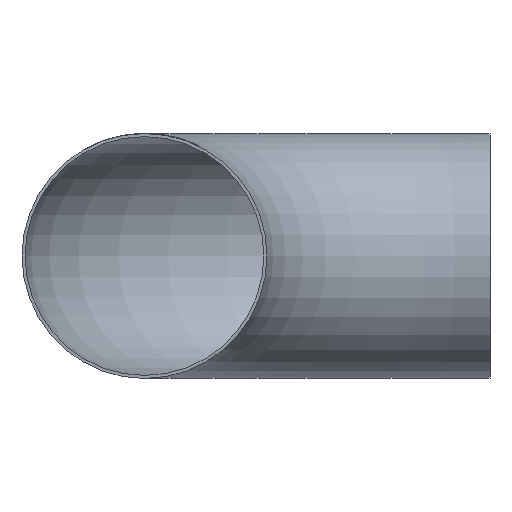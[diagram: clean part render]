
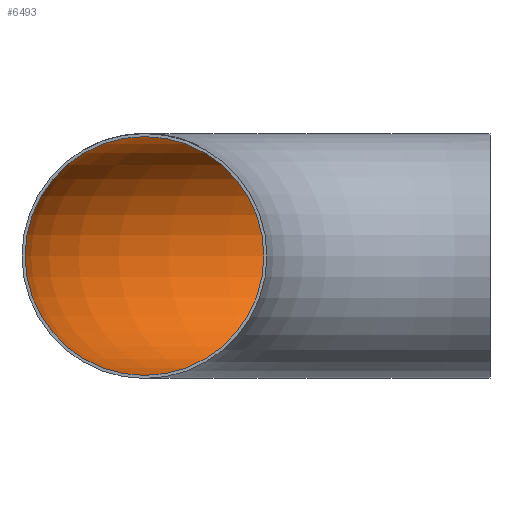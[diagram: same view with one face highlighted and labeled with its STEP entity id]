
A CAD part, front view. The second image highlights one B-rep face of the part: STEP entity #6493.
In plain terms, the highlighted toroidal (fillet/blend) face has major radius 457 mm and minor radius 157.95 mm.
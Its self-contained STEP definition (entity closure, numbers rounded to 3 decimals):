
#20 = AXIS2_PLACEMENT_3D ( 'NONE', #7920, #4357, #5080 ) ;
#146 = CARTESIAN_POINT ( 'NONE',  ( -457., 0., 157.95 ) ) ;
#530 = CARTESIAN_POINT ( 'NONE',  ( 0., 0., 0. ) ) ;
#1934 = EDGE_CURVE ( 'NONE', #4752, #4752, #3225, .T. ) ;
#2079 = TOROIDAL_SURFACE ( 'NONE', #5792, 457., 157.95 ) ;
#2142 = CIRCLE ( 'NONE', #5809, 157.95 ) ;
#3009 = CARTESIAN_POINT ( 'NONE',  ( 0., 614.95, 0. ) ) ;
#3225 = CIRCLE ( 'NONE', #20, 157.95 ) ;
#3282 = CARTESIAN_POINT ( 'NONE',  ( 0., 457., 0. ) ) ;
#3436 = DIRECTION ( 'NONE',  ( 0., 0., -1. ) ) ;
#3614 = ORIENTED_EDGE ( 'NONE', *, *, #1934, .F. ) ;
#4357 = DIRECTION ( 'NONE',  ( 0., 1., 0. ) ) ;
#4635 = FACE_OUTER_BOUND ( 'NONE', #9228, .T. ) ;
#4752 = VERTEX_POINT ( 'NONE', #146 ) ;
#4762 = DIRECTION ( 'NONE',  ( -1., 0., 0. ) ) ;
#5080 = DIRECTION ( 'NONE',  ( 0., 0., 1. ) ) ;
#5792 = AXIS2_PLACEMENT_3D ( 'NONE', #530, #3436, #4762 ) ;
#5809 = AXIS2_PLACEMENT_3D ( 'NONE', #3282, #6090, #9014 ) ;
#6090 = DIRECTION ( 'NONE',  ( 1., 0., 0. ) ) ;
#6493 = ADVANCED_FACE ( 'NONE', ( #7122, #4635 ), #2079, .F. ) ;
#7122 = FACE_OUTER_BOUND ( 'NONE', #7908, .T. ) ;
#7908 = EDGE_LOOP ( 'NONE', ( #9233 ) ) ;
#7920 = CARTESIAN_POINT ( 'NONE',  ( -457., 0., 0. ) ) ;
#8240 = VERTEX_POINT ( 'NONE', #3009 ) ;
#8428 = EDGE_CURVE ( 'NONE', #8240, #8240, #2142, .T. ) ;
#9014 = DIRECTION ( 'NONE',  ( 0., 1., 0. ) ) ;
#9228 = EDGE_LOOP ( 'NONE', ( #3614 ) ) ;
#9233 = ORIENTED_EDGE ( 'NONE', *, *, #8428, .T. ) ;
